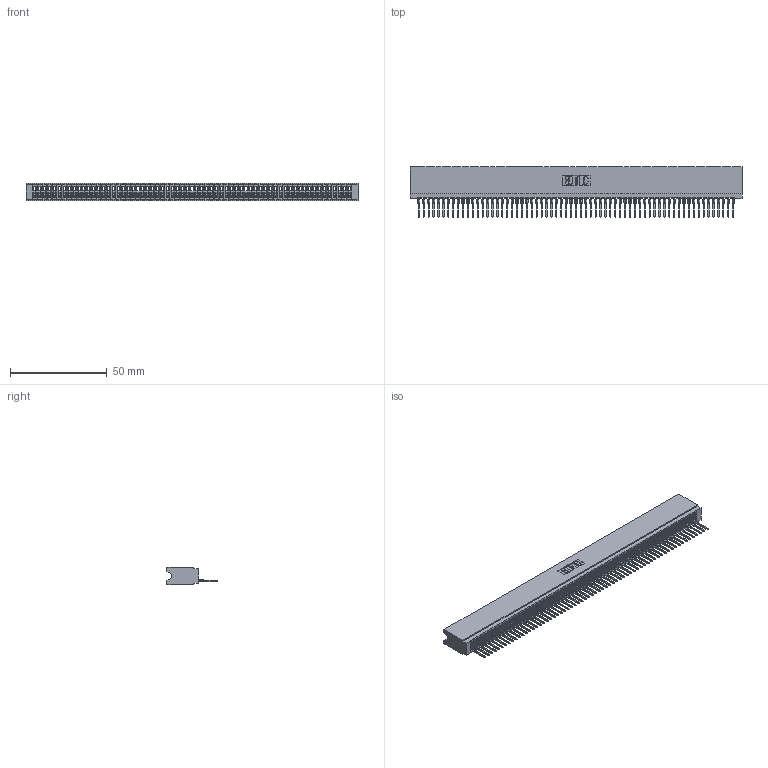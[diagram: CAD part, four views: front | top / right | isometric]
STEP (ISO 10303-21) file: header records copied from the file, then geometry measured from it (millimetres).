
FILE_DESCRIPTION (( 'STEP AP203' ), '1' );
FILE_NAME ('745-065-522-106.STEP', '2026-02-26T00:32:35', ( '' ), ( '' ), 'SwSTEP 2.0', 'SolidWorks 2023', '' );
FILE_SCHEMA (( 'CONFIG_CONTROL_DESIGN' ));
Products named in the file (3): 745 Part_Insulator Option - 06; 745-065-522-106; 745-292-001_522
Assembly tree (66 placements, depth 2):
  745-065-522-106
    745 Part_Insulator Option - 06
    745-292-001_522  x65
Bounding box: 171.7 x 25.92 x 8.89 mm (x, y, z)
Volume: 14733.7 mm3; surface area: 28097.9 mm2
Topology: 66 solids, 66 shells, 7376 faces, 20280 edges, 12782 vertices
Faces by surface type: plane 4411, bspline 1300, cylinder 1275, torus 390
Entity records: 104229 total; most frequent: CARTESIAN_POINT 18869, ORIENTED_EDGE 18416, DIRECTION 15938, EDGE_CURVE 9208, VECTOR 8636, LINE 8636, VERTEX_POINT 5870, AXIS2_PLACEMENT_3D 3651
